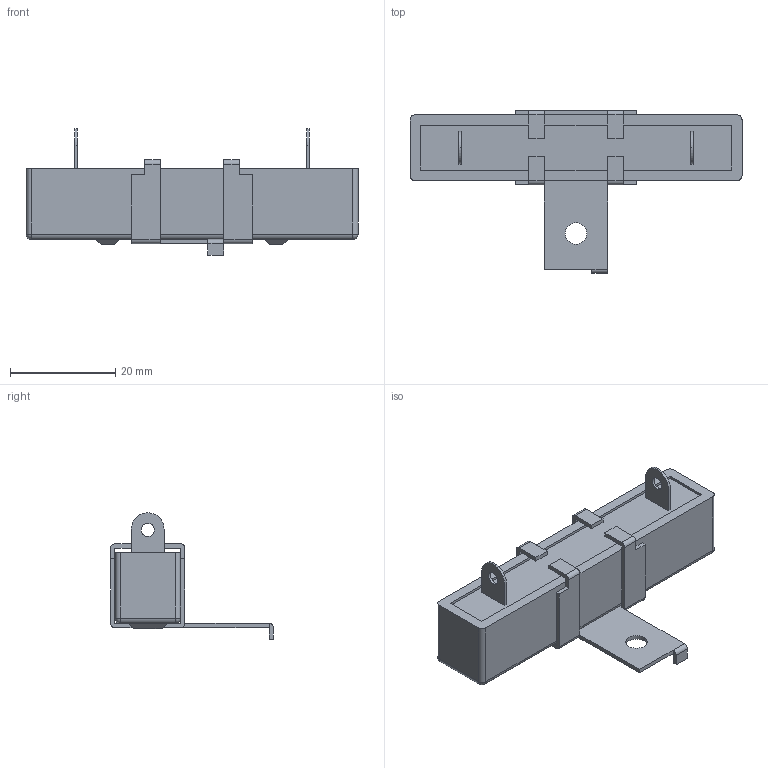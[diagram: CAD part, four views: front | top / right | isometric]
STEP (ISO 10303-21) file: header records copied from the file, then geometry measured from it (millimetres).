
FILE_DESCRIPTION (( 'STEP AP203' ), '1' );
FILE_NAME ('WPRT20SB.STEP', '2015-10-19T11:57:56', ( '' ), ( '' ), 'SwSTEP 2.0', 'SolidWorks 2015', '' );
FILE_SCHEMA (( 'CONFIG_CONTROL_DESIGN' ));
Length unit declared in the file: millimetre
Products named in the file (1): WPRT20SB
Bounding box: 63 x 30.9 x 24 mm (x, y, z)
Volume: 11231.5 mm3; surface area: 4734.6 mm2
Topology: 1 solids, 1 shells, 113 faces, 304 edges, 188 vertices
Faces by surface type: plane 83, cylinder 26, sphere 4
Entity records: 3539 total; most frequent: CARTESIAN_POINT 602, ORIENTED_EDGE 600, DIRECTION 580, EDGE_CURVE 300, LINE 248, VECTOR 248, VERTEX_POINT 188, AXIS2_PLACEMENT_3D 166
